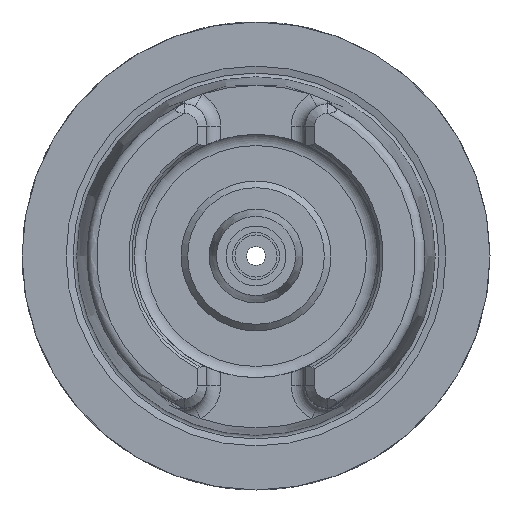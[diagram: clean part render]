
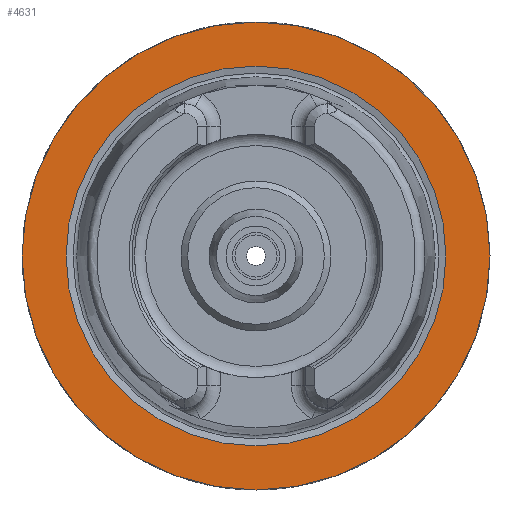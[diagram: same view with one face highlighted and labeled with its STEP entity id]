
A CAD part, left-side view. The second image highlights one B-rep face of the part: STEP entity #4631.
In plain terms, the highlighted planar face has unit normal (-1, 0, 0).
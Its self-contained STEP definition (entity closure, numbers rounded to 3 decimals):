
#4143=CARTESIAN_POINT('',(0.0,25.,0.0));
#4144=VERTEX_POINT('',#4143);
#4145=CARTESIAN_POINT('',(0.0,0.0,0.0));
#4146=DIRECTION('',(1.0,0.0,0.0));
#4147=DIRECTION('',(0.0,1.0,0.0));
#4148=AXIS2_PLACEMENT_3D('',#4145,#4146,#4147);
#4149=CIRCLE('',#4148,25.);
#4150=EDGE_CURVE('',#4144,#4144,#4149,.T.);
#4605=CARTESIAN_POINT('',(0.0,20.296,0.0));
#4606=VERTEX_POINT('',#4605);
#4607=CARTESIAN_POINT('',(0.0,0.0,0.0));
#4608=DIRECTION('',(1.0,0.0,0.0));
#4609=DIRECTION('',(0.0,1.0,0.0));
#4610=AXIS2_PLACEMENT_3D('',#4607,#4608,#4609);
#4611=CIRCLE('',#4610,20.296);
#4612=EDGE_CURVE('',#4606,#4606,#4611,.T.);
#4620=CARTESIAN_POINT('',(0.0,22.648,0.0));
#4621=DIRECTION('',(-1.0,0.0,0.0));
#4622=DIRECTION('',(0.0,0.0,1.0));
#4623=AXIS2_PLACEMENT_3D('',#4620,#4621,#4622);
#4624=PLANE('',#4623);
#4625=ORIENTED_EDGE('',*,*,#4150,.F.);
#4626=EDGE_LOOP('',(#4625));
#4627=FACE_OUTER_BOUND('',#4626,.T.);
#4628=ORIENTED_EDGE('',*,*,#4612,.T.);
#4629=EDGE_LOOP('',(#4628));
#4630=FACE_BOUND('',#4629,.T.);
#4631=ADVANCED_FACE('',(#4627,#4630),#4624,.T.);
